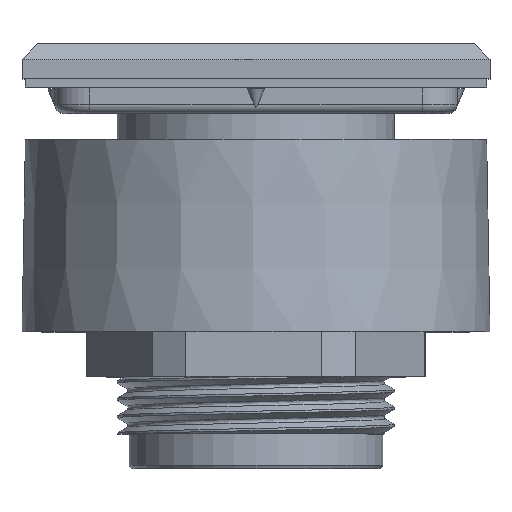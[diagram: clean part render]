
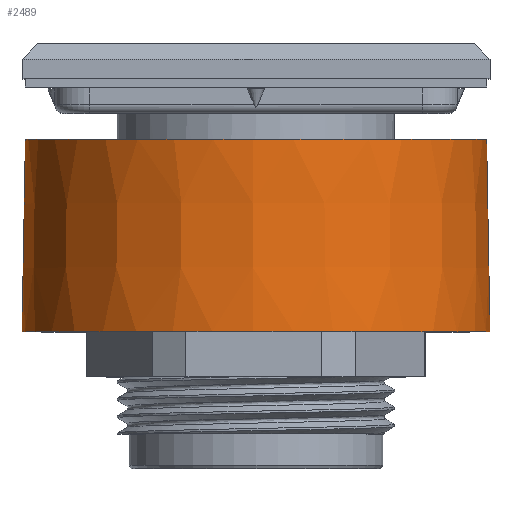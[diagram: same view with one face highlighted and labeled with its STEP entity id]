
A CAD part, top view. The second image highlights one B-rep face of the part: STEP entity #2489.
In plain terms, the highlighted conical face has half-angle 1 degrees and reference radius 13.403 mm.
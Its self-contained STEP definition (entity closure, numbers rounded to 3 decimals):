
#58=CONICAL_SURFACE('',#2722,13.403,0.017);
#283=LINE('',#8764,#475);
#475=VECTOR('',#3315,13.403);
#668=FACE_OUTER_BOUND('',#819,.T.);
#819=EDGE_LOOP('',(#2158,#2159,#2160,#2161,#2162,#2163));
#919=CIRCLE('',#2720,13.5);
#920=CIRCLE('',#2721,13.5);
#921=CIRCLE('',#2723,13.306);
#922=CIRCLE('',#2724,13.306);
#1143=VERTEX_POINT('',#8734);
#1144=VERTEX_POINT('',#8735);
#1157=VERTEX_POINT('',#8763);
#1158=VERTEX_POINT('',#8765);
#1490=EDGE_CURVE('',#1143,#1144,#919,.T.);
#1491=EDGE_CURVE('',#1144,#1143,#920,.T.);
#1504=EDGE_CURVE('',#1144,#1157,#283,.T.);
#1505=EDGE_CURVE('',#1157,#1158,#921,.T.);
#1506=EDGE_CURVE('',#1158,#1157,#922,.T.);
#2158=ORIENTED_EDGE('',*,*,#1490,.F.);
#2159=ORIENTED_EDGE('',*,*,#1491,.F.);
#2160=ORIENTED_EDGE('',*,*,#1504,.T.);
#2161=ORIENTED_EDGE('',*,*,#1505,.T.);
#2162=ORIENTED_EDGE('',*,*,#1506,.T.);
#2163=ORIENTED_EDGE('',*,*,#1504,.F.);
#2489=ADVANCED_FACE('',(#668),#58,.T.);
#2720=AXIS2_PLACEMENT_3D('',#8736,#3297,#3298);
#2721=AXIS2_PLACEMENT_3D('',#8737,#3299,#3300);
#2722=AXIS2_PLACEMENT_3D('',#8762,#3313,#3314);
#2723=AXIS2_PLACEMENT_3D('',#8766,#3316,#3317);
#2724=AXIS2_PLACEMENT_3D('',#8767,#3318,#3319);
#3297=DIRECTION('center_axis',(0.,-1.,0.));
#3298=DIRECTION('ref_axis',(1.,0.,0.014));
#3299=DIRECTION('center_axis',(0.,-1.,0.));
#3300=DIRECTION('ref_axis',(1.,0.,0.014));
#3313=DIRECTION('center_axis',(0.,-1.,0.));
#3314=DIRECTION('ref_axis',(1.,0.,0.014));
#3315=DIRECTION('',(0.017,1.,0.));
#3316=DIRECTION('center_axis',(0.,-1.,0.));
#3317=DIRECTION('ref_axis',(1.,0.,0.014));
#3318=DIRECTION('center_axis',(0.,-1.,0.));
#3319=DIRECTION('ref_axis',(1.,0.,0.014));
#8734=CARTESIAN_POINT('',(23.961,-0.421,0.192));
#8735=CARTESIAN_POINT('',(-3.036,-0.421,-0.192));
#8736=CARTESIAN_POINT('Origin',(10.462,-0.421,0.));
#8737=CARTESIAN_POINT('Origin',(10.462,-0.421,0.));
#8762=CARTESIAN_POINT('Origin',(10.462,5.129,0.));
#8763=CARTESIAN_POINT('',(-2.843,10.679,-0.189));
#8764=CARTESIAN_POINT('',(-2.939,5.129,-0.191));
#8765=CARTESIAN_POINT('',(23.767,10.679,0.189));
#8766=CARTESIAN_POINT('Origin',(10.462,10.679,0.));
#8767=CARTESIAN_POINT('Origin',(10.462,10.679,0.));
